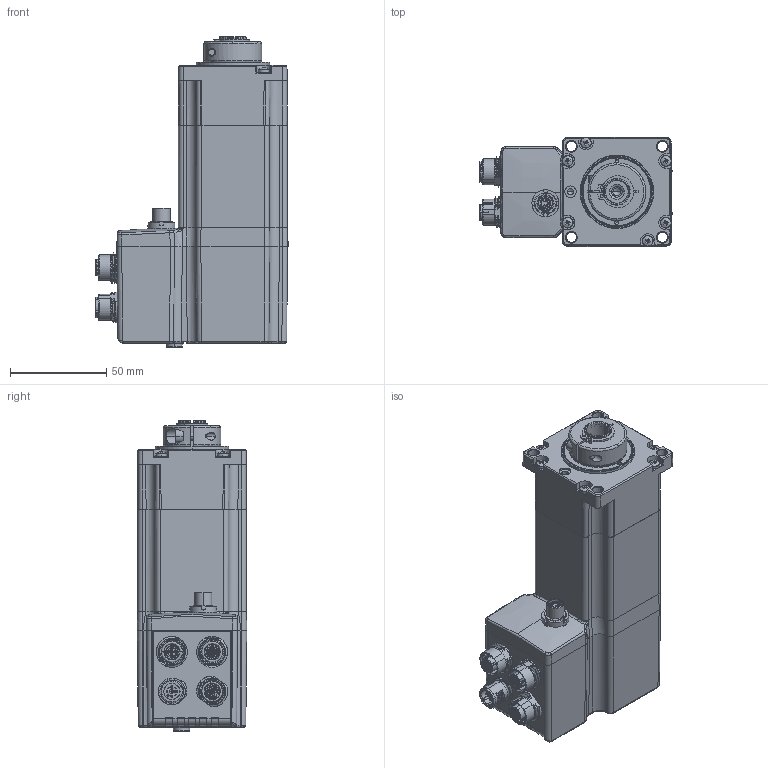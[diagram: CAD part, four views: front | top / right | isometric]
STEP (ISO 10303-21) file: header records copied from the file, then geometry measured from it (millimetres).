
FILE_DESCRIPTION (( 'STEP AP214' ), '1' );
FILE_NAME ('MIS232S67xxHx66#_1_0.STEP', '2020-04-11T23:44:45', ( '' ), ( '' ), 'SwSTEP 2.0', 'SolidWorks 2018', '' );
FILE_SCHEMA (( 'AUTOMOTIVE_DESIGN' ));
Length unit declared in the file: millimetre
Products named in the file (2): MIS232S67xxHx66#_1_0
Bounding box: 99.82 x 56.67 x 161.1 mm (x, y, z)
Volume: 506685.5 mm3; surface area: 62055.7 mm2
Topology: 4 solids, 15 shells, 2254 faces, 5903 edges, 3737 vertices
Faces by surface type: plane 966, cylinder 581, bspline 408, cone 294, torus 5
Entity records: 130182 total; most frequent: CARTESIAN_POINT 56066, ORIENTED_EDGE 11692, DIRECTION 9352, EDGE_CURVE 5846, VERTEX_POINT 3737, AXIS2_PLACEMENT_3D 3358, LINE 2636, VECTOR 2636
